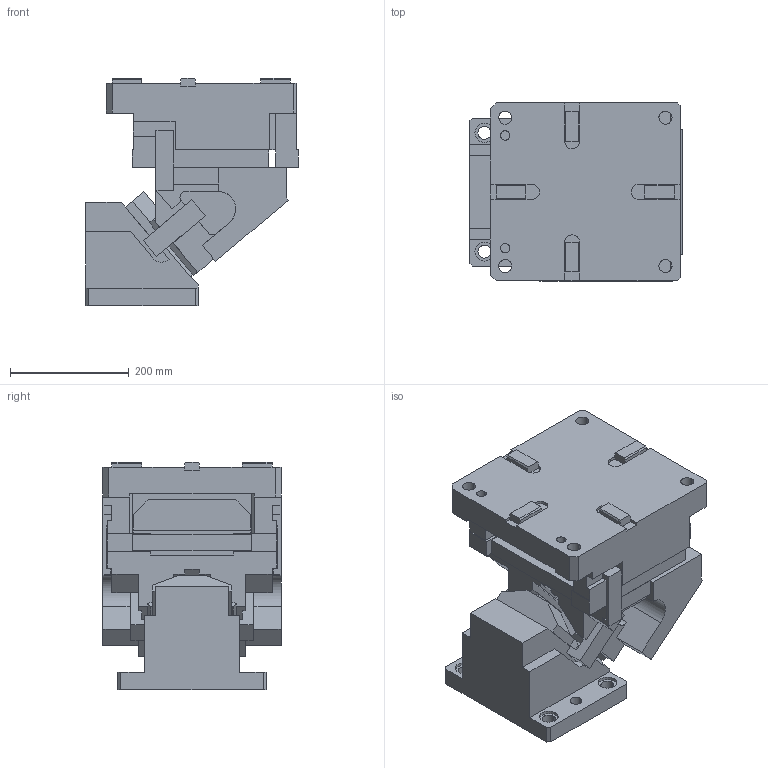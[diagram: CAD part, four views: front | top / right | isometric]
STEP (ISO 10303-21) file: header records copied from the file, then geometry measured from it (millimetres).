
FILE_DESCRIPTION(('CATIA V5 STEP Exchange'),'2;1');
FILE_NAME('CACN_300_50.stp','2015-04-27T10:29:16+00:00',('none'),('none'),'CATIA Version 5 Release 19 SP 2 (IN-10)','CATIA V5 STEP AP203','none');
FILE_SCHEMA(('CONFIG_CONTROL_DESIGN'));
Length unit declared in the file: millimetre
Products named in the file (1): CACN_300_50
Bounding box: 358.48 x 300 x 384 mm (x, y, z)
Volume: 20402716.5 mm3; surface area: 1122584.8 mm2
Topology: 3 solids, 3 shells, 336 faces, 983 edges, 661 vertices
Faces by surface type: plane 269, cylinder 67
Entity records: 11301 total; most frequent: CARTESIAN_POINT 2737, ORIENTED_EDGE 1966, DIRECTION 1421, EDGE_CURVE 983, VECTOR 843, LINE 843, VERTEX_POINT 661, EDGE_LOOP 370
